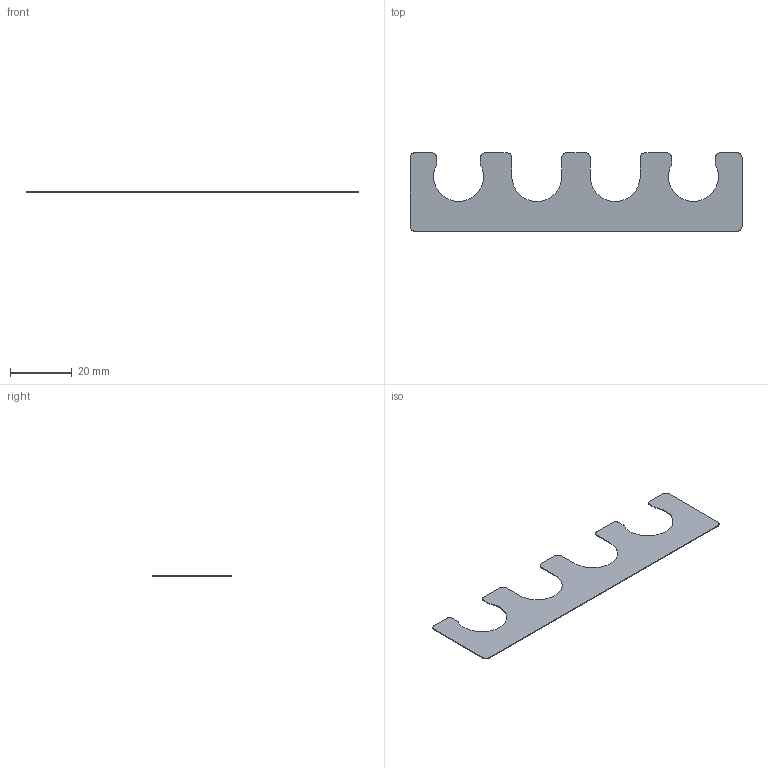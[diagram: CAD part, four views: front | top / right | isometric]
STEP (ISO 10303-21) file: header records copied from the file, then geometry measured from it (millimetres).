
FILE_DESCRIPTION(/* description */ ('STEP AP242','CAx-IF Rec.Pracs.---Representation and Presentation of Product Manufacturing Information (PMI)---4.0---2014-10-13','CAx-IF Rec.Pracs.---3D Tessellated Geometry---0.4---2014-09-14','2;1'),/* implementation_level */ '2;1');
FILE_NAME(/* name */ '6268372df629ff0f5a98c18b',/* time_stamp */ '2022-04-26T18:17:17+00:00',/* author */ (''),/* organization */ (''),/* preprocessor_version */ 'ST-DEVELOPER v18.101',/* originating_system */ ' ',/* authorisation */ ' ');
FILE_SCHEMA (('AP242_MANAGED_MODEL_BASED_3D_ENGINEERING_MIM_LF { 1 0 10303 442 1 1 4 }'));
Length unit declared in the file: metre
Products named in the file (1): DSCH015-M025
Bounding box: 107.7 x 25.4 x 0.25 mm (x, y, z)
Volume: 459.8 mm3; surface area: 3768.4 mm2
Topology: 1 solids, 1 shells, 38 faces, 108 edges, 72 vertices
Faces by surface type: cylinder 20, plane 18
Entity records: 1274 total; most frequent: DIRECTION 226, CARTESIAN_POINT 219, ORIENTED_EDGE 216, EDGE_CURVE 108, AXIS2_PLACEMENT_3D 79, VERTEX_POINT 72, LINE 68, VECTOR 68
